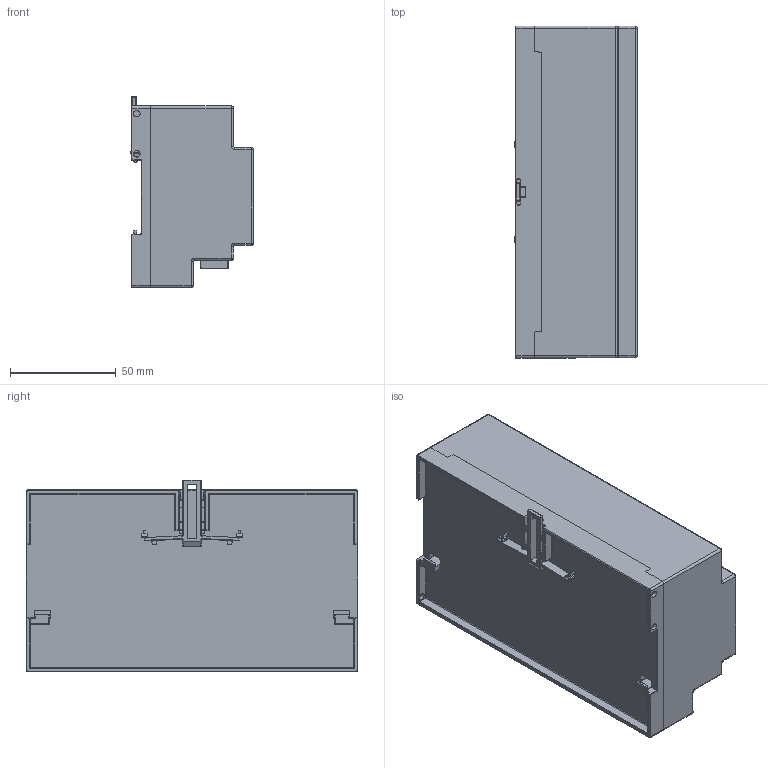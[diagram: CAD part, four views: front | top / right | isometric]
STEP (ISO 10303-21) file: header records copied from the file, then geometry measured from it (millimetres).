
FILE_DESCRIPTION(('',''),'2;1');
FILE_NAME('','',('none'),('none'),'','','none');
FILE_SCHEMA(('AUTOMOTIVE_DESIGN { 1 0 10303 214 1 1 1 1 }'));
Length unit declared in the file: millimetre
Products named in the file (1): EC10431876
Bounding box: 57.97 x 156.6 x 90.53 mm (x, y, z)
Volume: 605193.3 mm3; surface area: 99999.1 mm2
Topology: 5 solids, 5 shells, 609 faces, 1519 edges, 873 vertices
Faces by surface type: cylinder 269, plane 181, torus 91, sphere 42, bspline 20, extrusion 6
Entity records: 20006 total; most frequent: CARTESIAN_POINT 6622, ORIENTED_EDGE 2950, DIRECTION 2325, EDGE_CURVE 1475, AXIS2_PLACEMENT_3D 1087, VERTEX_POINT 873, VECTOR 761, LINE 755
